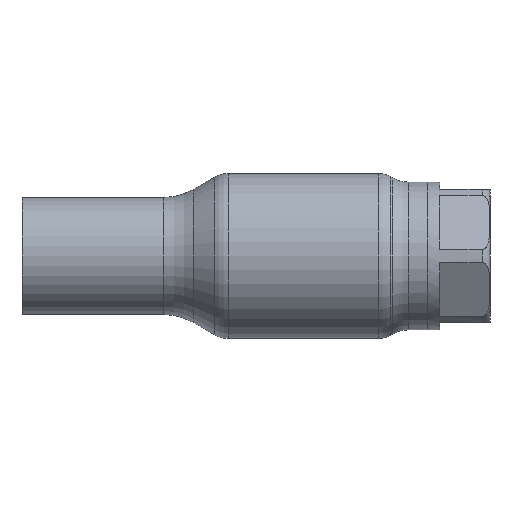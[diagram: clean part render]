
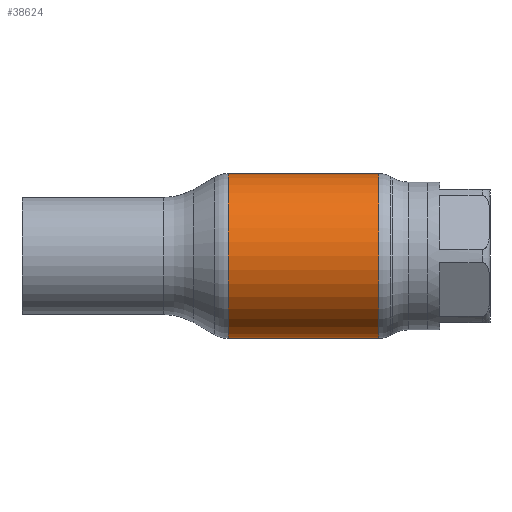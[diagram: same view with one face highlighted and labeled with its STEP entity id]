
A CAD part, front view. The second image highlights one B-rep face of the part: STEP entity #38624.
In plain terms, the highlighted cylindrical face has radius 42.5 mm (diameter 85 mm), a partial arc.
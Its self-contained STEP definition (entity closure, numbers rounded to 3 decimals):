
#556 = CIRCLE ( 'NONE', #7273, 42.5 ) ;
#1946 = DIRECTION ( 'NONE',  ( 0., 0., 1. ) ) ;
#2529 = CIRCLE ( 'NONE', #11116, 42.5 ) ;
#3682 = VERTEX_POINT ( 'NONE', #47302 ) ;
#3742 = CARTESIAN_POINT ( 'NONE',  ( -38.749, 0., 42.5 ) ) ;
#5803 = EDGE_LOOP ( 'NONE', ( #14666, #28032, #22942, #20431 ) ) ;
#7273 = AXIS2_PLACEMENT_3D ( 'NONE', #55863, #11346, #33180 ) ;
#8934 = DIRECTION ( 'NONE',  ( 0., 0., 1. ) ) ;
#11116 = AXIS2_PLACEMENT_3D ( 'NONE', #57476, #24980, #1946 ) ;
#11346 = DIRECTION ( 'NONE',  ( -1., 0., 0. ) ) ;
#11782 = CARTESIAN_POINT ( 'NONE',  ( -62.69, 0., -42.5 ) ) ;
#12605 = CARTESIAN_POINT ( 'NONE',  ( -62.69, 0., 42.5 ) ) ;
#14008 = DIRECTION ( 'NONE',  ( -1., 0., 0. ) ) ;
#14666 = ORIENTED_EDGE ( 'NONE', *, *, #57135, .F. ) ;
#16270 = DIRECTION ( 'NONE',  ( -1., 0., 0. ) ) ;
#17373 = LINE ( 'NONE', #12605, #59051 ) ;
#20431 = ORIENTED_EDGE ( 'NONE', *, *, #48156, .F. ) ;
#22481 = LINE ( 'NONE', #11782, #46814 ) ;
#22942 = ORIENTED_EDGE ( 'NONE', *, *, #54033, .T. ) ;
#24980 = DIRECTION ( 'NONE',  ( -1., 0., 0. ) ) ;
#25764 = EDGE_CURVE ( 'NONE', #31623, #50780, #556, .T. ) ;
#28032 = ORIENTED_EDGE ( 'NONE', *, *, #25764, .T. ) ;
#29963 = AXIS2_PLACEMENT_3D ( 'NONE', #40600, #14008, #8934 ) ;
#30986 = CARTESIAN_POINT ( 'NONE',  ( 38.749, 0., 42.5 ) ) ;
#31623 = VERTEX_POINT ( 'NONE', #49083 ) ;
#33180 = DIRECTION ( 'NONE',  ( 0., 0., 1. ) ) ;
#34342 = CYLINDRICAL_SURFACE ( 'NONE', #29963, 42.5 ) ;
#34411 = DIRECTION ( 'NONE',  ( -1., 0., 0. ) ) ;
#38624 = ADVANCED_FACE ( 'NONE', ( #42996 ), #34342, .T. ) ;
#40225 = VERTEX_POINT ( 'NONE', #3742 ) ;
#40600 = CARTESIAN_POINT ( 'NONE',  ( -62.69, 0., 0. ) ) ;
#42996 = FACE_OUTER_BOUND ( 'NONE', #5803, .T. ) ;
#46814 = VECTOR ( 'NONE', #16270, 1000. ) ;
#47302 = CARTESIAN_POINT ( 'NONE',  ( -38.749, 0., -42.5 ) ) ;
#48156 = EDGE_CURVE ( 'NONE', #3682, #40225, #2529, .T. ) ;
#49083 = CARTESIAN_POINT ( 'NONE',  ( 38.749, 0., -42.5 ) ) ;
#50780 = VERTEX_POINT ( 'NONE', #30986 ) ;
#54033 = EDGE_CURVE ( 'NONE', #50780, #40225, #17373, .T. ) ;
#55863 = CARTESIAN_POINT ( 'NONE',  ( 38.749, 0., 0. ) ) ;
#57135 = EDGE_CURVE ( 'NONE', #31623, #3682, #22481, .T. ) ;
#57476 = CARTESIAN_POINT ( 'NONE',  ( -38.749, 0., 0. ) ) ;
#59051 = VECTOR ( 'NONE', #34411, 1000. ) ;
